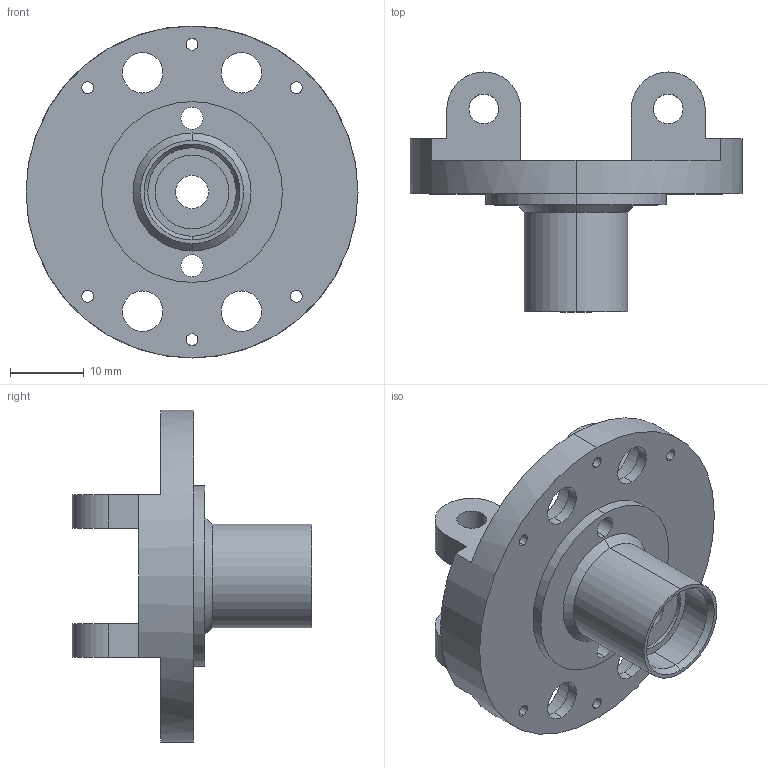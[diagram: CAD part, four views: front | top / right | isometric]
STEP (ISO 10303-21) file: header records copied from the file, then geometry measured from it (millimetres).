
FILE_DESCRIPTION (( 'STEP AP203' ), '1' );
FILE_NAME ('Gripper Base.step_Default_sldprt.STEP', '2022-11-09T04:41:31', ( '' ), ( '' ), 'SwSTEP 2.0', 'SolidWorks 2022', '' );
FILE_SCHEMA (( 'CONFIG_CONTROL_DESIGN' ));
Length unit declared in the file: millimetre
Products named in the file (1): Gripper Base.step_Default_sldprt
Bounding box: 45 x 32.5 x 45 mm (x, y, z)
Volume: 9389.8 mm3; surface area: 7133.8 mm2
Topology: 1 solids, 1 shells, 135 faces, 354 edges, 230 vertices
Faces by surface type: cylinder 78, plane 41, cone 16
Entity records: 4357 total; most frequent: DIRECTION 786, CARTESIAN_POINT 744, ORIENTED_EDGE 708, EDGE_CURVE 354, AXIS2_PLACEMENT_3D 304, VERTEX_POINT 230, EDGE_LOOP 178, LINE 178
